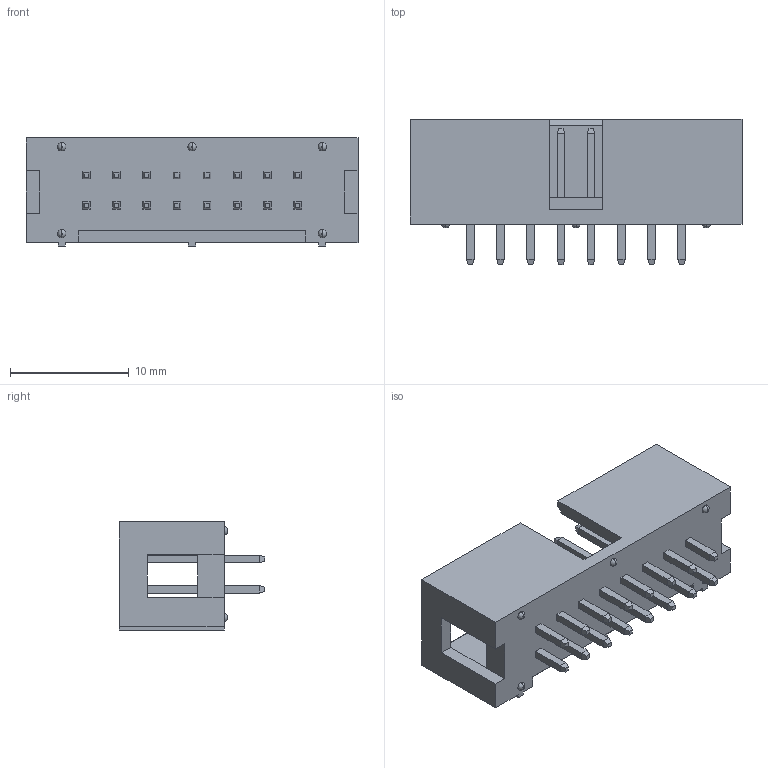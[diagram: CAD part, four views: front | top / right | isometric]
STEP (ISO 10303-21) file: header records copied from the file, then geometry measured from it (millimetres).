
FILE_DESCRIPTION (( 'STEP AP214' ), '1' );
FILE_NAME ('DS1013-16SSIB1.STEP', '2023-11-02T11:53:38', ( '' ), ( '' ), 'SwSTEP 2.0', 'SolidWorks 2021', '' );
FILE_SCHEMA (( 'AUTOMOTIVE_DESIGN' ));
Length unit declared in the file: millimetre
Products named in the file (1): DS1013-16SSIB1
Bounding box: 27.92 x 12.2 x 9.1 mm (x, y, z)
Volume: 987 mm3; surface area: 1882.2 mm2
Topology: 33 solids, 33 shells, 380 faces, 803 edges, 490 vertices
Faces by surface type: plane 370, torus 10
Entity records: 10139 total; most frequent: CARTESIAN_POINT 1674, ORIENTED_EDGE 1606, DIRECTION 1595, EDGE_CURVE 803, LINE 773, VECTOR 773, VERTEX_POINT 490, AXIS2_PLACEMENT_3D 411
